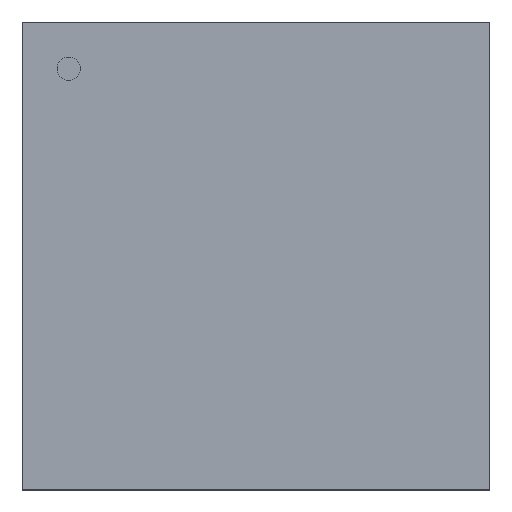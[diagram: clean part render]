
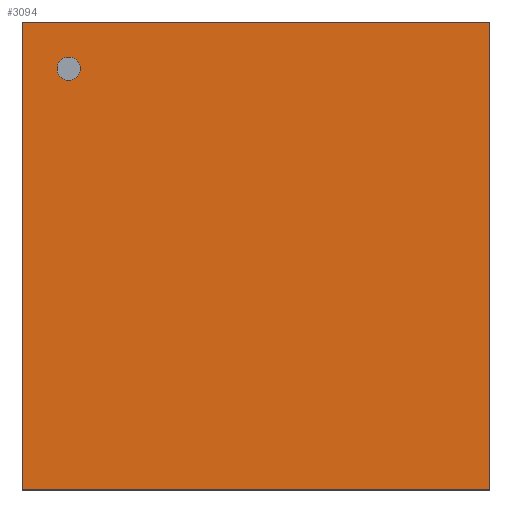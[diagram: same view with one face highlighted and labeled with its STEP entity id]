
A CAD part, top view. The second image highlights one B-rep face of the part: STEP entity #3094.
In plain terms, the highlighted planar face has unit normal (0, 0, 1).
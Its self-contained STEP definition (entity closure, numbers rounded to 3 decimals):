
#2870=CARTESIAN_POINT('',(4.572,-4.572,1.194));
#2869=VERTEX_POINT('',#2870);
#2880=CARTESIAN_POINT('',(-4.572,-4.572,1.194));
#2879=VERTEX_POINT('',#2880);
#2878=EDGE_CURVE('',#2879,#2869,#2883,.T.);
#2883=LINE('',#2880,#2885);
#2885=VECTOR('',#2886,9.144);
#2886=DIRECTION('',(1.0,0.0,0.0));
#2919=CARTESIAN_POINT('',(4.572,4.572,1.194));
#2918=VERTEX_POINT('',#2919);
#2927=EDGE_CURVE('',#2869,#2918,#2932,.T.);
#2932=LINE('',#2870,#2934);
#2934=VECTOR('',#2935,9.144);
#2935=DIRECTION('',(0.0,1.0,0.0));
#2968=CARTESIAN_POINT('',(-4.572,4.572,1.194));
#2967=VERTEX_POINT('',#2968);
#2976=EDGE_CURVE('',#2918,#2967,#2981,.T.);
#2981=LINE('',#2919,#2983);
#2983=VECTOR('',#2984,9.144);
#2984=DIRECTION('',(-1.0,0.0,0.0));
#3025=EDGE_CURVE('',#2967,#2879,#3030,.T.);
#3030=LINE('',#2968,#3032);
#3032=VECTOR('',#3033,9.144);
#3033=DIRECTION('',(0.0,-1.0,0.0));
#3094=ADVANCED_FACE('',(#3100),#3095,.T.);
#3095=PLANE('',#3096);
#3096=AXIS2_PLACEMENT_3D('',#3097,#3098,#3099);
#3097=CARTESIAN_POINT('',(-4.572,-4.572,1.194));
#3098=DIRECTION('',(0.0,0.0,1.0));
#3099=DIRECTION('',(0.,1.,0.));
#3100=FACE_OUTER_BOUND('',#3101,.T.);
#3101=EDGE_LOOP('',(#3102,#3112,#3122,#3132));
#3102=ORIENTED_EDGE('',*,*,#2878,.T.);
#3112=ORIENTED_EDGE('',*,*,#2927,.T.);
#3122=ORIENTED_EDGE('',*,*,#2976,.T.);
#3132=ORIENTED_EDGE('',*,*,#3025,.T.);
